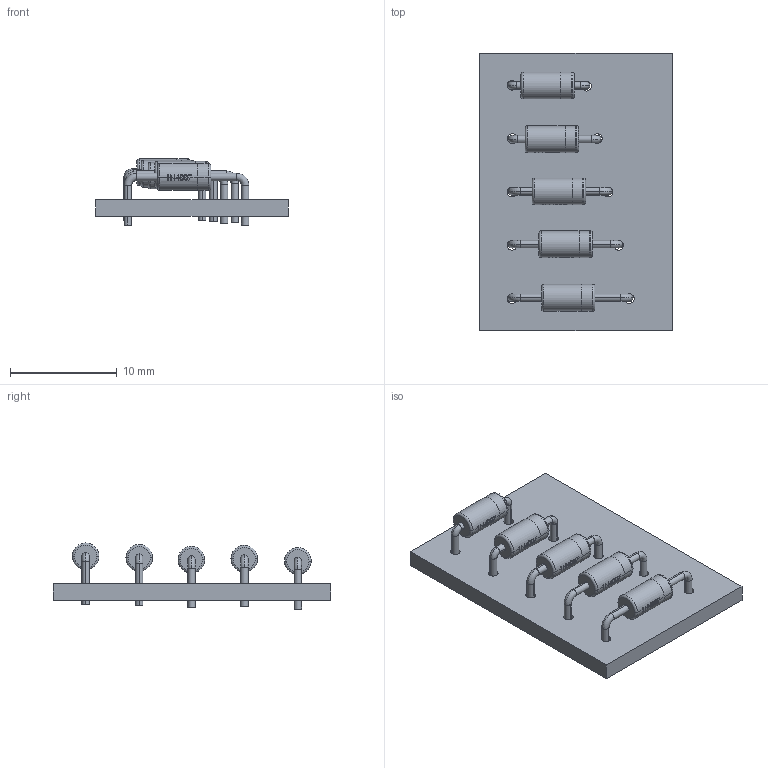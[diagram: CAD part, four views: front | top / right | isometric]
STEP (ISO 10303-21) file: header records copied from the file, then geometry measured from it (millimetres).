
FILE_DESCRIPTION(('for SolidWorks'),'2;1');
FILE_NAME('Diode 1N4007.step', '2020-04-16T11:33:48',('Walton'),(''), 'Open CASCADE STEP processor 6.6','DipTrace','Unknown');
FILE_SCHEMA(('AUTOMOTIVE_DESIGN { 1 0 10303 214 1 1 1 1 }'));
Length unit declared in the file: millimetre
Products named in the file (7): PCB_Diode_1N4007; Board_Diode_1N4007; 1N4007P7; 1N4007P8; 1N4007P9; 1N4007P10; 1N4007P11
Assembly tree (6 placements, depth 2):
  PCB_Diode_1N4007
    Board_Diode_1N4007
    1N4007P7
    1N4007P8
    1N4007P9
    1N4007P10
    1N4007P11
Bounding box: 18 x 26 x 6.19 mm (x, y, z)
Volume: 733.8 mm3; surface area: 1593.1 mm2
Topology: 1 solids, 11 shells, 256 faces, 795 edges, 561 vertices
Faces by surface type: cylinder 190, torus 40, plane 26
Full cylindrical faces by diameter (mm): 0.9 x10
Entity records: 12006 total; most frequent: CARTESIAN_POINT 2999, ORIENTED_EDGE 1590, DIRECTION 1439, EDGE_CURVE 795, AXIS2_PLACEMENT_3D 581, VERTEX_POINT 561, CIRCLE 318, FACE_BOUND 286
